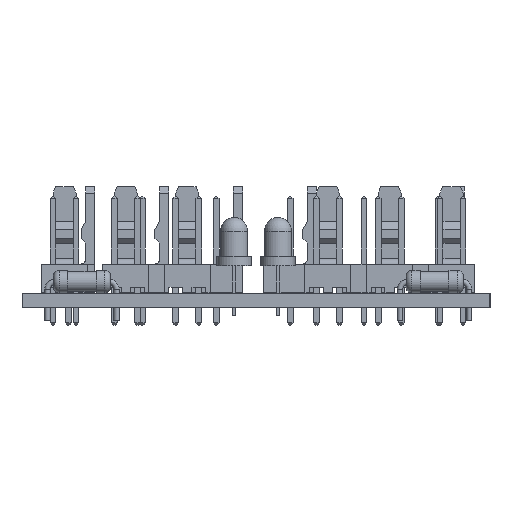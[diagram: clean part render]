
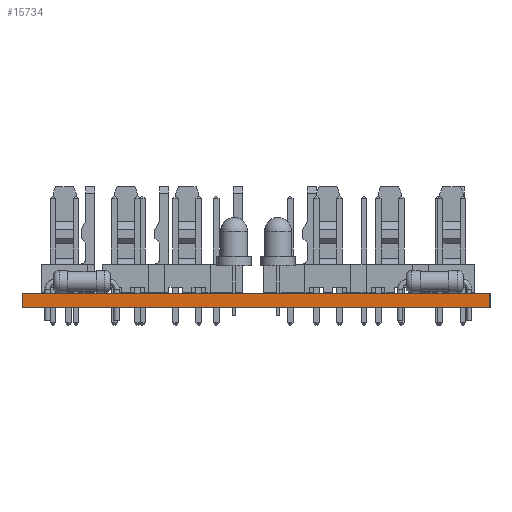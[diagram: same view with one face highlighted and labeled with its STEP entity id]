
A CAD part, left-side view. The second image highlights one B-rep face of the part: STEP entity #15734.
In plain terms, the highlighted planar face has unit normal (-1, 0, 0).
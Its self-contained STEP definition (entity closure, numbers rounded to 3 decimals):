
#15553 = PLANE('',#15554);
#15554 = AXIS2_PLACEMENT_3D('',#15555,#15556,#15557);
#15555 = CARTESIAN_POINT('',(171.704,-55.372,0.));
#15556 = DIRECTION('',(0.,-1.,0.));
#15557 = DIRECTION('',(-1.,0.,0.));
#15578 = VERTEX_POINT('',#15579);
#15579 = CARTESIAN_POINT('',(101.092,-55.372,1.6));
#15593 = PLANE('',#15594);
#15594 = AXIS2_PLACEMENT_3D('',#15595,#15596,#15597);
#15595 = CARTESIAN_POINT('',(136.462,-81.18,1.6));
#15596 = DIRECTION('',(0.,0.,1.));
#15597 = DIRECTION('',(1.,0.,0.));
#15605 = EDGE_CURVE('',#15606,#15578,#15608,.T.);
#15606 = VERTEX_POINT('',#15607);
#15607 = CARTESIAN_POINT('',(101.092,-55.372,0.));
#15608 = SURFACE_CURVE('',#15609,(#15613,#15620),.PCURVE_S1.);
#15609 = LINE('',#15610,#15611);
#15610 = CARTESIAN_POINT('',(101.092,-55.372,0.));
#15611 = VECTOR('',#15612,1.);
#15612 = DIRECTION('',(0.,0.,1.));
#15613 = PCURVE('',#15553,#15614);
#15614 = DEFINITIONAL_REPRESENTATION('',(#15615),#15619);
#15615 = LINE('',#15616,#15617);
#15616 = CARTESIAN_POINT('',(70.612,0.));
#15617 = VECTOR('',#15618,1.);
#15618 = DIRECTION('',(0.,-1.));
#15619 = ( GEOMETRIC_REPRESENTATION_CONTEXT(2) 
PARAMETRIC_REPRESENTATION_CONTEXT() REPRESENTATION_CONTEXT('2D SPACE',''
  ) );
#15620 = PCURVE('',#15621,#15626);
#15621 = PLANE('',#15622);
#15622 = AXIS2_PLACEMENT_3D('',#15623,#15624,#15625);
#15623 = CARTESIAN_POINT('',(101.092,-55.372,0.));
#15624 = DIRECTION('',(1.,0.,0.));
#15625 = DIRECTION('',(0.,-1.,0.));
#15626 = DEFINITIONAL_REPRESENTATION('',(#15627),#15631);
#15627 = LINE('',#15628,#15629);
#15628 = CARTESIAN_POINT('',(0.,0.));
#15629 = VECTOR('',#15630,1.);
#15630 = DIRECTION('',(0.,-1.));
#15631 = ( GEOMETRIC_REPRESENTATION_CONTEXT(2) 
PARAMETRIC_REPRESENTATION_CONTEXT() REPRESENTATION_CONTEXT('2D SPACE',''
  ) );
#15647 = PLANE('',#15648);
#15648 = AXIS2_PLACEMENT_3D('',#15649,#15650,#15651);
#15649 = CARTESIAN_POINT('',(136.462,-81.18,0.));
#15650 = DIRECTION('',(0.,0.,1.));
#15651 = DIRECTION('',(1.,0.,0.));
#15680 = PLANE('',#15681);
#15681 = AXIS2_PLACEMENT_3D('',#15682,#15683,#15684);
#15682 = CARTESIAN_POINT('',(101.092,-106.934,0.));
#15683 = DIRECTION('',(0.,1.,0.));
#15684 = DIRECTION('',(1.,0.,0.));
#15734 = ADVANCED_FACE('',(#15735),#15621,.F.);
#15735 = FACE_BOUND('',#15736,.F.);
#15736 = EDGE_LOOP('',(#15737,#15738,#15761,#15784));
#15737 = ORIENTED_EDGE('',*,*,#15605,.T.);
#15738 = ORIENTED_EDGE('',*,*,#15739,.T.);
#15739 = EDGE_CURVE('',#15578,#15740,#15742,.T.);
#15740 = VERTEX_POINT('',#15741);
#15741 = CARTESIAN_POINT('',(101.092,-106.934,1.6));
#15742 = SURFACE_CURVE('',#15743,(#15747,#15754),.PCURVE_S1.);
#15743 = LINE('',#15744,#15745);
#15744 = CARTESIAN_POINT('',(101.092,-55.372,1.6));
#15745 = VECTOR('',#15746,1.);
#15746 = DIRECTION('',(0.,-1.,0.));
#15747 = PCURVE('',#15621,#15748);
#15748 = DEFINITIONAL_REPRESENTATION('',(#15749),#15753);
#15749 = LINE('',#15750,#15751);
#15750 = CARTESIAN_POINT('',(0.,-1.6));
#15751 = VECTOR('',#15752,1.);
#15752 = DIRECTION('',(1.,0.));
#15753 = ( GEOMETRIC_REPRESENTATION_CONTEXT(2) 
PARAMETRIC_REPRESENTATION_CONTEXT() REPRESENTATION_CONTEXT('2D SPACE',''
  ) );
#15754 = PCURVE('',#15593,#15755);
#15755 = DEFINITIONAL_REPRESENTATION('',(#15756),#15760);
#15756 = LINE('',#15757,#15758);
#15757 = CARTESIAN_POINT('',(-35.37,25.808));
#15758 = VECTOR('',#15759,1.);
#15759 = DIRECTION('',(0.,-1.));
#15760 = ( GEOMETRIC_REPRESENTATION_CONTEXT(2) 
PARAMETRIC_REPRESENTATION_CONTEXT() REPRESENTATION_CONTEXT('2D SPACE',''
  ) );
#15761 = ORIENTED_EDGE('',*,*,#15762,.F.);
#15762 = EDGE_CURVE('',#15763,#15740,#15765,.T.);
#15763 = VERTEX_POINT('',#15764);
#15764 = CARTESIAN_POINT('',(101.092,-106.934,0.));
#15765 = SURFACE_CURVE('',#15766,(#15770,#15777),.PCURVE_S1.);
#15766 = LINE('',#15767,#15768);
#15767 = CARTESIAN_POINT('',(101.092,-106.934,0.));
#15768 = VECTOR('',#15769,1.);
#15769 = DIRECTION('',(0.,0.,1.));
#15770 = PCURVE('',#15621,#15771);
#15771 = DEFINITIONAL_REPRESENTATION('',(#15772),#15776);
#15772 = LINE('',#15773,#15774);
#15773 = CARTESIAN_POINT('',(51.562,0.));
#15774 = VECTOR('',#15775,1.);
#15775 = DIRECTION('',(0.,-1.));
#15776 = ( GEOMETRIC_REPRESENTATION_CONTEXT(2) 
PARAMETRIC_REPRESENTATION_CONTEXT() REPRESENTATION_CONTEXT('2D SPACE',''
  ) );
#15777 = PCURVE('',#15680,#15778);
#15778 = DEFINITIONAL_REPRESENTATION('',(#15779),#15783);
#15779 = LINE('',#15780,#15781);
#15780 = CARTESIAN_POINT('',(0.,0.));
#15781 = VECTOR('',#15782,1.);
#15782 = DIRECTION('',(0.,-1.));
#15783 = ( GEOMETRIC_REPRESENTATION_CONTEXT(2) 
PARAMETRIC_REPRESENTATION_CONTEXT() REPRESENTATION_CONTEXT('2D SPACE',''
  ) );
#15784 = ORIENTED_EDGE('',*,*,#15785,.F.);
#15785 = EDGE_CURVE('',#15606,#15763,#15786,.T.);
#15786 = SURFACE_CURVE('',#15787,(#15791,#15798),.PCURVE_S1.);
#15787 = LINE('',#15788,#15789);
#15788 = CARTESIAN_POINT('',(101.092,-55.372,0.));
#15789 = VECTOR('',#15790,1.);
#15790 = DIRECTION('',(0.,-1.,0.));
#15791 = PCURVE('',#15621,#15792);
#15792 = DEFINITIONAL_REPRESENTATION('',(#15793),#15797);
#15793 = LINE('',#15794,#15795);
#15794 = CARTESIAN_POINT('',(0.,0.));
#15795 = VECTOR('',#15796,1.);
#15796 = DIRECTION('',(1.,0.));
#15797 = ( GEOMETRIC_REPRESENTATION_CONTEXT(2) 
PARAMETRIC_REPRESENTATION_CONTEXT() REPRESENTATION_CONTEXT('2D SPACE',''
  ) );
#15798 = PCURVE('',#15647,#15799);
#15799 = DEFINITIONAL_REPRESENTATION('',(#15800),#15804);
#15800 = LINE('',#15801,#15802);
#15801 = CARTESIAN_POINT('',(-35.37,25.808));
#15802 = VECTOR('',#15803,1.);
#15803 = DIRECTION('',(0.,-1.));
#15804 = ( GEOMETRIC_REPRESENTATION_CONTEXT(2) 
PARAMETRIC_REPRESENTATION_CONTEXT() REPRESENTATION_CONTEXT('2D SPACE',''
  ) );
